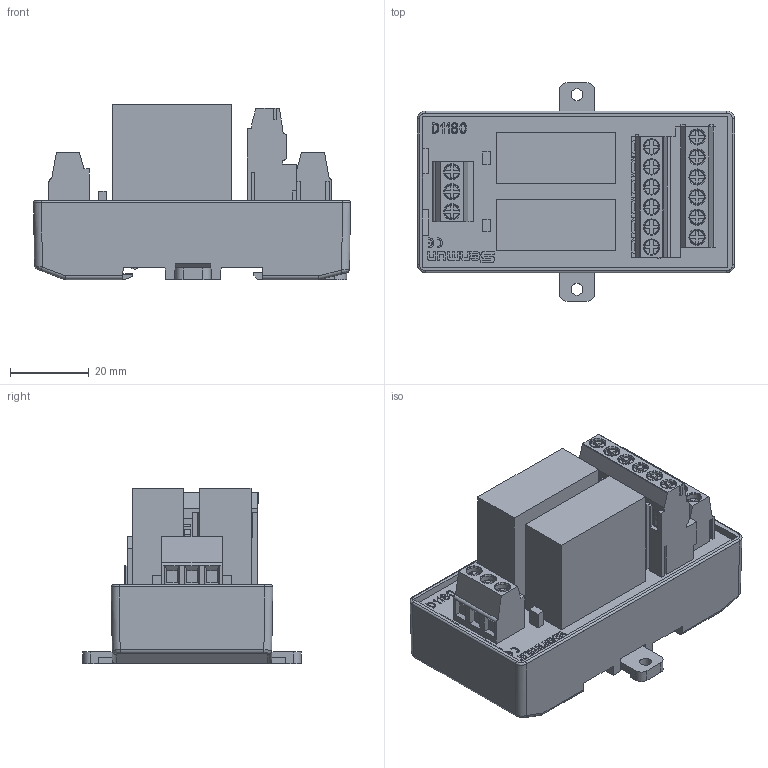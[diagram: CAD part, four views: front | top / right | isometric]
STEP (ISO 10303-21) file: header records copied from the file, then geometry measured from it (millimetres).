
FILE_DESCRIPTION(/* description */ (''),/* implementation_level */ '2;1');
FILE_NAME(/* name */ 'D1180-E.stp',/* time_stamp */ '2024-08-16T08:55:20+08:00',/* author */ (''),/* organization */ (''),/* preprocessor_version */ 'ST-DEVELOPER v14',/* originating_system */ 'SIEMENS PLM Software NX 8.0',/* authorisation */ '');
FILE_SCHEMA (('AUTOMOTIVE_DESIGN { 1 0 10303 214 3 1 1 1 }'));
Products named in the file (1): Admi12A04B78abht
Bounding box: 80.4 x 55.37 x 44.49 mm (x, y, z)
Volume: 87656.6 mm3; surface area: 29421 mm2
Topology: 3 solids, 7 shells, 1927 faces, 5232 edges, 3406 vertices
Faces by surface type: plane 1393, cylinder 332, torus 99, bspline 54, cone 37, extrusion 12
Full cylindrical faces by diameter (mm): 2.6 x8, 3 x2, 4.1 x14, 4.13 x8
Entity records: 79836 total; most frequent: CARTESIAN_POINT 31611, ORIENTED_EDGE 10278, DIRECTION 8835, EDGE_CURVE 5139, VECTOR 3969, LINE 3957, VERTEX_POINT 3384, AXIS2_PLACEMENT_3D 2433
